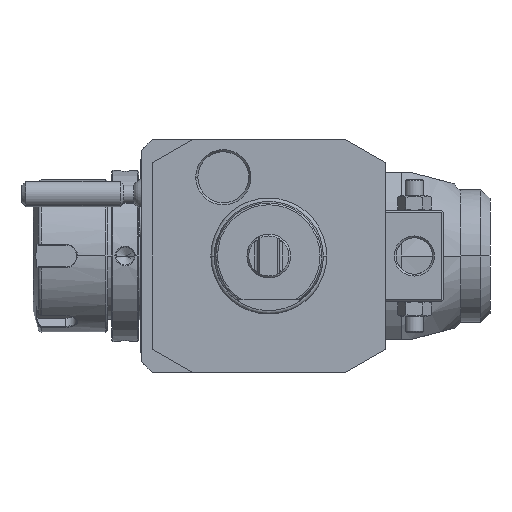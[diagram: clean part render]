
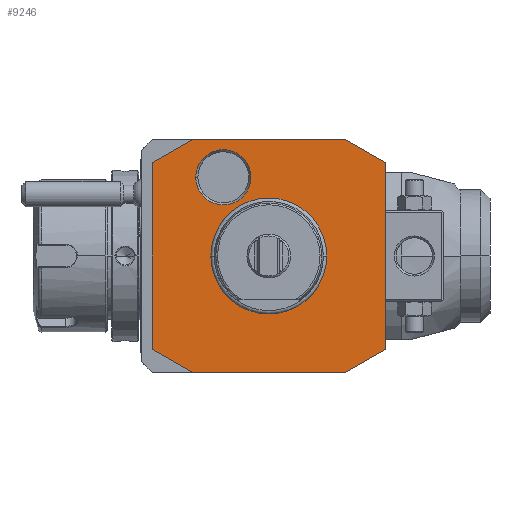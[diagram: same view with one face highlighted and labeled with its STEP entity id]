
A CAD part, front view. The second image highlights one B-rep face of the part: STEP entity #9246.
In plain terms, the highlighted planar face has unit normal (0, -1, 0).
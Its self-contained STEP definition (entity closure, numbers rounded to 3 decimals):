
#1=DIRECTION('',(0.866,0.,0.5));
#2=VECTOR('',#1,12.702);
#3=CARTESIAN_POINT('',(21.,0.,-32.));
#4=LINE('',#3,#2);
#5=DIRECTION('',(1.,0.,0.));
#6=VECTOR('',#5,42.);
#7=CARTESIAN_POINT('',(-21.,0.,-32.));
#8=LINE('',#7,#6);
#9=DIRECTION('',(0.866,0.,-0.5));
#10=VECTOR('',#9,12.702);
#11=CARTESIAN_POINT('',(-32.,0.,-25.649));
#12=LINE('',#11,#10);
#13=DIRECTION('',(0.,0.,-1.));
#14=VECTOR('',#13,51.298);
#15=CARTESIAN_POINT('',(-32.,0.,25.649));
#16=LINE('',#15,#14);
#17=DIRECTION('',(-0.866,0.,-0.5));
#18=VECTOR('',#17,12.702);
#19=CARTESIAN_POINT('',(-21.,0.,32.));
#20=LINE('',#19,#18);
#21=DIRECTION('',(-1.,0.,0.));
#22=VECTOR('',#21,42.);
#23=CARTESIAN_POINT('',(21.,0.,32.));
#24=LINE('',#23,#22);
#25=DIRECTION('',(-0.866,0.,0.5));
#26=VECTOR('',#25,12.702);
#27=CARTESIAN_POINT('',(32.,0.,25.649));
#28=LINE('',#27,#26);
#29=DIRECTION('',(0.,0.,1.));
#30=VECTOR('',#29,51.298);
#31=CARTESIAN_POINT('',(32.,0.,-25.649));
#32=LINE('',#31,#30);
#33=CARTESIAN_POINT('',(-12.5,0.,21.651));
#34=DIRECTION('',(0.,1.,0.));
#35=DIRECTION('',(1.,0.,0.));
#36=AXIS2_PLACEMENT_3D('',#33,#34,#35);
#38=CARTESIAN_POINT('',(-12.5,0.,21.651));
#39=DIRECTION('',(0.,1.,0.));
#40=DIRECTION('',(-1.,0.,0.));
#41=AXIS2_PLACEMENT_3D('',#38,#39,#40);
#6996=CARTESIAN_POINT('',(0.,0.,0.));
#6997=DIRECTION('',(0.,-1.,0.));
#6998=DIRECTION('',(1.,0.,0.));
#6999=AXIS2_PLACEMENT_3D('',#6996,#6997,#6998);
#7001=CARTESIAN_POINT('',(0.,0.,0.));
#7002=DIRECTION('',(0.,-1.,0.));
#7003=DIRECTION('',(-1.,0.,0.));
#7004=AXIS2_PLACEMENT_3D('',#7001,#7002,#7003);
#8251=CARTESIAN_POINT('',(-4.923,0.,
21.651));
#8252=CARTESIAN_POINT('',(-20.077,0.,
21.651));
#8253=VERTEX_POINT('',#8251);
#8254=VERTEX_POINT('',#8252);
#9049=CARTESIAN_POINT('',(21.,0.,-32.));
#9050=CARTESIAN_POINT('',(32.,0.,-25.649));
#9051=VERTEX_POINT('',#9049);
#9052=VERTEX_POINT('',#9050);
#9053=CARTESIAN_POINT('',(32.,0.,25.649));
#9054=VERTEX_POINT('',#9053);
#9055=CARTESIAN_POINT('',(21.,0.,32.));
#9056=VERTEX_POINT('',#9055);
#9057=CARTESIAN_POINT('',(-21.,0.,32.));
#9058=VERTEX_POINT('',#9057);
#9059=CARTESIAN_POINT('',(-32.,0.,25.649));
#9060=VERTEX_POINT('',#9059);
#9061=CARTESIAN_POINT('',(-32.,0.,-25.649));
#9062=VERTEX_POINT('',#9061);
#9063=CARTESIAN_POINT('',(-21.,0.,-32.));
#9064=VERTEX_POINT('',#9063);
#9077=CARTESIAN_POINT('',(15.783,0.,0.));
#9078=CARTESIAN_POINT('',(-15.783,0.,0.));
#9079=VERTEX_POINT('',#9077);
#9080=VERTEX_POINT('',#9078);
#9211=CARTESIAN_POINT('',(0.,0.,0.));
#9212=DIRECTION('',(0.,-1.,0.));
#9213=DIRECTION('',(-1.,0.,0.));
#9214=AXIS2_PLACEMENT_3D('',#9211,#9212,#9213);
#9215=PLANE('',#9214);
#9217=ORIENTED_EDGE('',*,*,#9216,.F.);
#9219=ORIENTED_EDGE('',*,*,#9218,.F.);
#9221=ORIENTED_EDGE('',*,*,#9220,.F.);
#9223=ORIENTED_EDGE('',*,*,#9222,.F.);
#9225=ORIENTED_EDGE('',*,*,#9224,.F.);
#9227=ORIENTED_EDGE('',*,*,#9226,.F.);
#9229=ORIENTED_EDGE('',*,*,#9228,.F.);
#9231=ORIENTED_EDGE('',*,*,#9230,.F.);
#9232=EDGE_LOOP('',(#9217,#9219,#9221,#9223,#9225,#9227,#9229,#9231));
#9233=FACE_OUTER_BOUND('',#9232,.F.);
#9235=ORIENTED_EDGE('',*,*,#9234,.T.);
#9237=ORIENTED_EDGE('',*,*,#9236,.T.);
#9238=EDGE_LOOP('',(#9235,#9237));
#9239=FACE_BOUND('',#9238,.F.);
#9241=ORIENTED_EDGE('',*,*,#9240,.F.);
#9243=ORIENTED_EDGE('',*,*,#9242,.F.);
#9244=EDGE_LOOP('',(#9241,#9243));
#9245=FACE_BOUND('',#9244,.F.);
#37=CIRCLE('',#36,7.577);
#42=CIRCLE('',#41,7.577);
#7000=CIRCLE('',#6999,15.783);
#7005=CIRCLE('',#7004,15.783);
#9216=EDGE_CURVE('',#9051,#9052,#4,.T.);
#9218=EDGE_CURVE('',#9064,#9051,#8,.T.);
#9220=EDGE_CURVE('',#9062,#9064,#12,.T.);
#9222=EDGE_CURVE('',#9060,#9062,#16,.T.);
#9224=EDGE_CURVE('',#9058,#9060,#20,.T.);
#9226=EDGE_CURVE('',#9056,#9058,#24,.T.);
#9228=EDGE_CURVE('',#9054,#9056,#28,.T.);
#9230=EDGE_CURVE('',#9052,#9054,#32,.T.);
#9234=EDGE_CURVE('',#9079,#9080,#7000,.T.);
#9236=EDGE_CURVE('',#9080,#9079,#7005,.T.);
#9240=EDGE_CURVE('',#8253,#8254,#37,.T.);
#9242=EDGE_CURVE('',#8254,#8253,#42,.T.);
#9246=ADVANCED_FACE('',(#9233,#9239,#9245),#9215,.T.);
